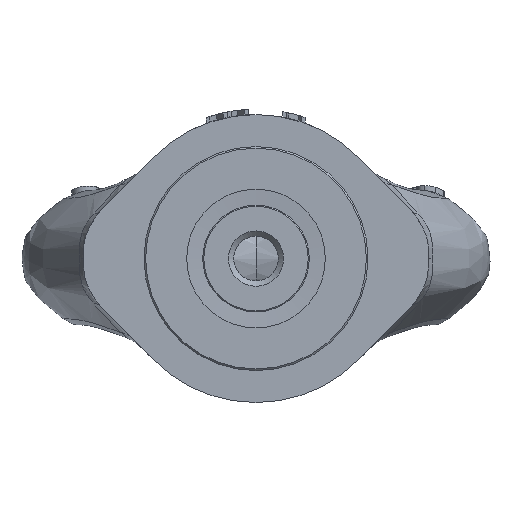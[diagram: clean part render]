
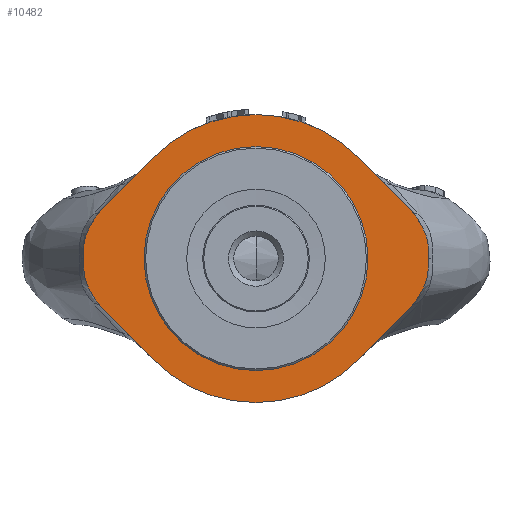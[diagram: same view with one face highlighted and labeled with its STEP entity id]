
A CAD part, front view. The second image highlights one B-rep face of the part: STEP entity #10482.
In plain terms, the highlighted face is planar.
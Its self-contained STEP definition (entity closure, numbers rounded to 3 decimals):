
#364=LINE('',#28096,#1120);
#367=LINE('',#28336,#1123);
#372=LINE('',#29072,#1128);
#375=LINE('',#29331,#1131);
#1120=VECTOR('',#12619,10.);
#1123=VECTOR('',#12630,10.);
#1128=VECTOR('',#12667,10.);
#1131=VECTOR('',#12682,10.);
#1743=PLANE('',#11259);
#1939=FACE_BOUND('',#2979,.T.);
#2342=FACE_OUTER_BOUND('',#2978,.T.);
#2978=EDGE_LOOP('',(#8560,#8561,#8562,#8563,#8564,#8565,#8566,#8567,#8568,
#8569,#8570,#8571,#8572,#8573));
#2979=EDGE_LOOP('',(#8574));
#3731=B_SPLINE_CURVE_WITH_KNOTS('',3,(#28223,#28224,#28225,#28226,#28227,
#28228,#28229,#28230),.UNSPECIFIED.,.F.,.F.,(4,2,2,4),(0.231,
0.314,0.381,0.537),.UNSPECIFIED.);
#3734=B_SPLINE_CURVE_WITH_KNOTS('',3,(#28397,#28398,#28399,#28400,#28401,
#28402,#28403,#28404,#28405,#28406),.UNSPECIFIED.,.F.,.F.,(4,2,2,2,4),(0.,
0.394,0.733,0.822,0.919),
 .UNSPECIFIED.);
#3739=B_SPLINE_CURVE_WITH_KNOTS('',3,(#29212,#29213,#29214,#29215,#29216,
#29217,#29218,#29219),.UNSPECIFIED.,.F.,.F.,(4,2,2,4),(0.231,
0.314,0.381,0.537),.UNSPECIFIED.);
#3744=B_SPLINE_CURVE_WITH_KNOTS('',3,(#29397,#29398,#29399,#29400,#29401,
#29402,#29403,#29404,#29405,#29406),.UNSPECIFIED.,.F.,.F.,(4,2,2,2,4),(0.,
0.394,0.733,0.822,0.919),
 .UNSPECIFIED.);
#4010=CIRCLE('',#11187,21.);
#4040=CIRCLE('',#11231,10.25);
#4042=CIRCLE('',#11234,10.25);
#4049=CIRCLE('',#11247,27.);
#4052=CIRCLE('',#11253,10.25);
#4054=CIRCLE('',#11256,10.25);
#4055=CIRCLE('',#11258,27.);
#4646=VERTEX_POINT('',#23317);
#4681=VERTEX_POINT('',#28093);
#4682=VERTEX_POINT('',#28095);
#4683=VERTEX_POINT('',#28214);
#4685=VERTEX_POINT('',#28218);
#4687=VERTEX_POINT('',#28333);
#4688=VERTEX_POINT('',#28335);
#4689=VERTEX_POINT('',#28396);
#4694=VERTEX_POINT('',#29069);
#4695=VERTEX_POINT('',#29071);
#4697=VERTEX_POINT('',#29209);
#4698=VERTEX_POINT('',#29211);
#4701=VERTEX_POINT('',#29328);
#4702=VERTEX_POINT('',#29330);
#4703=VERTEX_POINT('',#29392);
#5964=EDGE_CURVE('',#4646,#4646,#4010,.T.);
#6023=EDGE_CURVE('',#4681,#4682,#364,.T.);
#6028=EDGE_CURVE('',#4685,#4683,#3731,.F.);
#6033=EDGE_CURVE('',#4687,#4688,#367,.T.);
#6035=EDGE_CURVE('',#4688,#4685,#4040,.T.);
#6036=EDGE_CURVE('',#4689,#4683,#3734,.T.);
#6039=EDGE_CURVE('',#4689,#4681,#4042,.T.);
#6051=EDGE_CURVE('',#4695,#4694,#372,.T.);
#6054=EDGE_CURVE('',#4682,#4694,#4049,.T.);
#6056=EDGE_CURVE('',#4698,#4697,#3739,.F.);
#6063=EDGE_CURVE('',#4702,#4701,#375,.T.);
#6065=EDGE_CURVE('',#4701,#4698,#4052,.T.);
#6068=EDGE_CURVE('',#4703,#4697,#3744,.T.);
#6069=EDGE_CURVE('',#4703,#4695,#4054,.T.);
#6070=EDGE_CURVE('',#4687,#4702,#4055,.T.);
#8560=ORIENTED_EDGE('',*,*,#6070,.T.);
#8561=ORIENTED_EDGE('',*,*,#6063,.T.);
#8562=ORIENTED_EDGE('',*,*,#6065,.T.);
#8563=ORIENTED_EDGE('',*,*,#6056,.T.);
#8564=ORIENTED_EDGE('',*,*,#6068,.F.);
#8565=ORIENTED_EDGE('',*,*,#6069,.T.);
#8566=ORIENTED_EDGE('',*,*,#6051,.T.);
#8567=ORIENTED_EDGE('',*,*,#6054,.F.);
#8568=ORIENTED_EDGE('',*,*,#6023,.F.);
#8569=ORIENTED_EDGE('',*,*,#6039,.F.);
#8570=ORIENTED_EDGE('',*,*,#6036,.T.);
#8571=ORIENTED_EDGE('',*,*,#6028,.F.);
#8572=ORIENTED_EDGE('',*,*,#6035,.F.);
#8573=ORIENTED_EDGE('',*,*,#6033,.F.);
#8574=ORIENTED_EDGE('',*,*,#5964,.T.);
#10482=ADVANCED_FACE('',(#2342,#1939),#1743,.F.);
#11187=AXIS2_PLACEMENT_3D('',#23318,#12534,#12535);
#11231=AXIS2_PLACEMENT_3D('',#28339,#12634,#12635);
#11234=AXIS2_PLACEMENT_3D('',#28981,#12640,#12641);
#11247=AXIS2_PLACEMENT_3D('',#29092,#12671,#12672);
#11253=AXIS2_PLACEMENT_3D('',#29334,#12686,#12687);
#11256=AXIS2_PLACEMENT_3D('',#29472,#12692,#12693);
#11258=AXIS2_PLACEMENT_3D('',#29474,#12696,#12697);
#11259=AXIS2_PLACEMENT_3D('',#29475,#12698,#12699);
#12534=DIRECTION('center_axis',(0.,0.,1.));
#12535=DIRECTION('ref_axis',(1.,0.,0.));
#12619=DIRECTION('',(0.7,-0.714,0.));
#12630=DIRECTION('',(-0.7,-0.714,0.));
#12634=DIRECTION('center_axis',(0.,0.,1.));
#12635=DIRECTION('ref_axis',(1.,0.,0.));
#12640=DIRECTION('center_axis',(0.,0.,1.));
#12641=DIRECTION('ref_axis',(0.714,0.7,0.));
#12667=DIRECTION('',(-0.7,-0.714,0.));
#12671=DIRECTION('center_axis',(0.,0.,1.));
#12672=DIRECTION('ref_axis',(-0.714,0.7,0.));
#12682=DIRECTION('',(0.7,-0.714,0.));
#12686=DIRECTION('center_axis',(0.,0.,-1.));
#12687=DIRECTION('ref_axis',(-1.,0.,0.));
#12692=DIRECTION('center_axis',(0.,0.,-1.));
#12693=DIRECTION('ref_axis',(-0.714,0.7,0.));
#12696=DIRECTION('center_axis',(0.,0.,-1.));
#12697=DIRECTION('ref_axis',(-0.714,-0.7,0.));
#12698=DIRECTION('center_axis',(0.,0.,1.));
#12699=DIRECTION('ref_axis',(1.,0.,0.));
#23317=CARTESIAN_POINT('',(-21.,0.,0.));
#23318=CARTESIAN_POINT('Origin',(0.,0.,0.));
#28093=CARTESIAN_POINT('',(-29.066,-8.929,0.));
#28095=CARTESIAN_POINT('',(-19.272,-18.91,0.));
#28096=CARTESIAN_POINT('',(-29.066,-8.929,0.));
#28214=CARTESIAN_POINT('',(-32.253,0.,0.));
#28218=CARTESIAN_POINT('',(-30.247,7.483,0.));
#28223=CARTESIAN_POINT('Ctrl Pts',(-32.253,0.,
0.));
#28224=CARTESIAN_POINT('Ctrl Pts',(-32.353,1.812,0.));
#28225=CARTESIAN_POINT('Ctrl Pts',(-32.29,2.536,0.));
#28226=CARTESIAN_POINT('Ctrl Pts',(-32.1,3.598,0.));
#28227=CARTESIAN_POINT('Ctrl Pts',(-31.972,4.065,0.));
#28228=CARTESIAN_POINT('Ctrl Pts',(-31.43,5.574,0.));
#28229=CARTESIAN_POINT('Ctrl Pts',(-30.87,6.559,0.));
#28230=CARTESIAN_POINT('Ctrl Pts',(-30.247,7.483,0.));
#28333=CARTESIAN_POINT('',(-19.272,18.91,0.));
#28335=CARTESIAN_POINT('',(-29.066,8.929,0.));
#28336=CARTESIAN_POINT('',(-19.272,18.91,0.));
#28339=CARTESIAN_POINT('Origin',(-21.75,1.75,0.));
#28396=CARTESIAN_POINT('',(-30.247,-7.483,0.));
#28397=CARTESIAN_POINT('Ctrl Pts',(-30.247,-7.483,
0.));
#28398=CARTESIAN_POINT('Ctrl Pts',(-30.982,-6.393,
0.));
#28399=CARTESIAN_POINT('Ctrl Pts',(-31.627,-5.223,
0.));
#28400=CARTESIAN_POINT('Ctrl Pts',(-32.303,-2.868,
0.));
#28401=CARTESIAN_POINT('Ctrl Pts',(-32.316,-2.031,
0.));
#28402=CARTESIAN_POINT('Ctrl Pts',(-32.297,-1.059,
0.));
#28403=CARTESIAN_POINT('Ctrl Pts',(-32.291,-0.857,
0.));
#28404=CARTESIAN_POINT('Ctrl Pts',(-32.275,-0.435,
0.));
#28405=CARTESIAN_POINT('Ctrl Pts',(-32.265,-0.218,
0.));
#28406=CARTESIAN_POINT('Ctrl Pts',(-32.253,0.,
0.));
#28981=CARTESIAN_POINT('Origin',(-21.75,-1.75,0.));
#29069=CARTESIAN_POINT('',(19.272,-18.91,0.));
#29071=CARTESIAN_POINT('',(29.066,-8.929,0.));
#29072=CARTESIAN_POINT('',(29.066,-8.929,0.));
#29092=CARTESIAN_POINT('Origin',(0.,0.,0.));
#29209=CARTESIAN_POINT('',(32.253,0.,0.));
#29211=CARTESIAN_POINT('',(30.247,7.483,0.));
#29212=CARTESIAN_POINT('Ctrl Pts',(32.253,0.,
0.));
#29213=CARTESIAN_POINT('Ctrl Pts',(32.353,1.812,0.));
#29214=CARTESIAN_POINT('Ctrl Pts',(32.29,2.536,0.));
#29215=CARTESIAN_POINT('Ctrl Pts',(32.1,3.598,0.));
#29216=CARTESIAN_POINT('Ctrl Pts',(31.972,4.065,0.));
#29217=CARTESIAN_POINT('Ctrl Pts',(31.43,5.574,0.));
#29218=CARTESIAN_POINT('Ctrl Pts',(30.87,6.559,0.));
#29219=CARTESIAN_POINT('Ctrl Pts',(30.247,7.483,0.));
#29328=CARTESIAN_POINT('',(29.066,8.929,0.));
#29330=CARTESIAN_POINT('',(19.272,18.91,0.));
#29331=CARTESIAN_POINT('',(19.272,18.91,0.));
#29334=CARTESIAN_POINT('Origin',(21.75,1.75,0.));
#29392=CARTESIAN_POINT('',(30.247,-7.483,0.));
#29397=CARTESIAN_POINT('Ctrl Pts',(30.247,-7.483,0.));
#29398=CARTESIAN_POINT('Ctrl Pts',(30.982,-6.393,0.));
#29399=CARTESIAN_POINT('Ctrl Pts',(31.627,-5.223,0.));
#29400=CARTESIAN_POINT('Ctrl Pts',(32.303,-2.868,0.));
#29401=CARTESIAN_POINT('Ctrl Pts',(32.316,-2.031,0.));
#29402=CARTESIAN_POINT('Ctrl Pts',(32.297,-1.059,0.));
#29403=CARTESIAN_POINT('Ctrl Pts',(32.291,-0.857,0.));
#29404=CARTESIAN_POINT('Ctrl Pts',(32.275,-0.435,
0.));
#29405=CARTESIAN_POINT('Ctrl Pts',(32.265,-0.218,
0.));
#29406=CARTESIAN_POINT('Ctrl Pts',(32.253,0.,
0.));
#29472=CARTESIAN_POINT('Origin',(21.75,-1.75,0.));
#29474=CARTESIAN_POINT('Origin',(0.,0.,0.));
#29475=CARTESIAN_POINT('Origin',(0.,0.,
0.));
